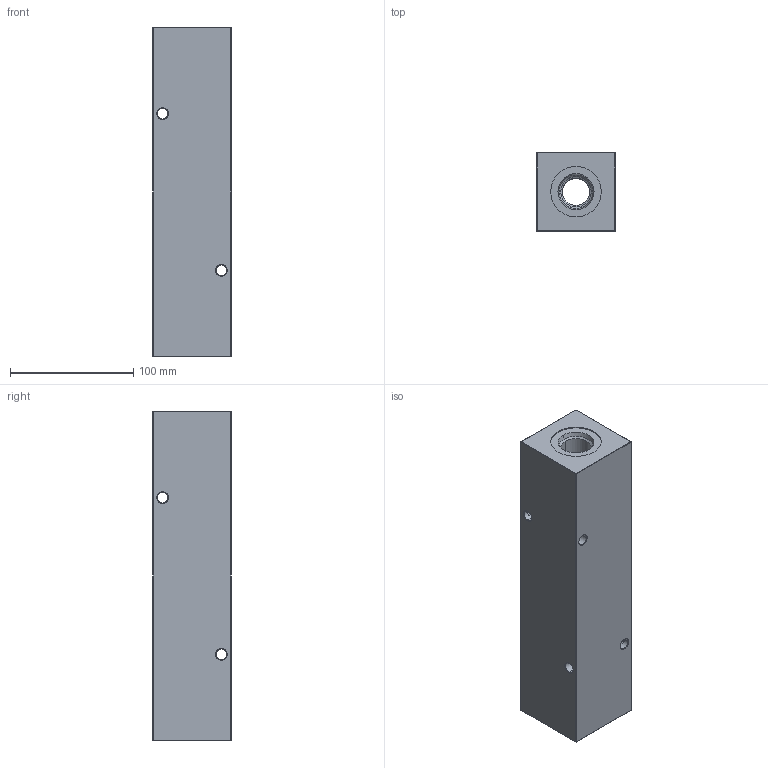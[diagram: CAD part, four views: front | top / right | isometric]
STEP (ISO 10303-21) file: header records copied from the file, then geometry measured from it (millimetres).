
FILE_DESCRIPTION (( 'STEP AP203' ), '1' );
FILE_NAME ('HM-4-90-S-12-12.STEP', '2020-11-09T23:08:25', ( '' ), ( '' ), 'SwSTEP 2.0', 'SolidWorks 2019', '' );
FILE_SCHEMA (( 'CONFIG_CONTROL_DESIGN' ));
Length unit declared in the file: inch
Products named in the file (1): HM-4-90-S-12-12
Bounding box: 63.5 x 63.5 x 266.7 mm (x, y, z)
Volume: 856056.9 mm3; surface area: 105919.3 mm2
Topology: 1 solids, 1 shells, 614 faces, 1594 edges, 1026 vertices
Faces by surface type: plane 263, bspline 189, cone 88, cylinder 74
Entity records: 28125 total; most frequent: CARTESIAN_POINT 14376, ORIENTED_EDGE 3188, DIRECTION 2162, EDGE_CURVE 1594, VERTEX_POINT 1026, VECTOR 914, LINE 914, EDGE_LOOP 688
